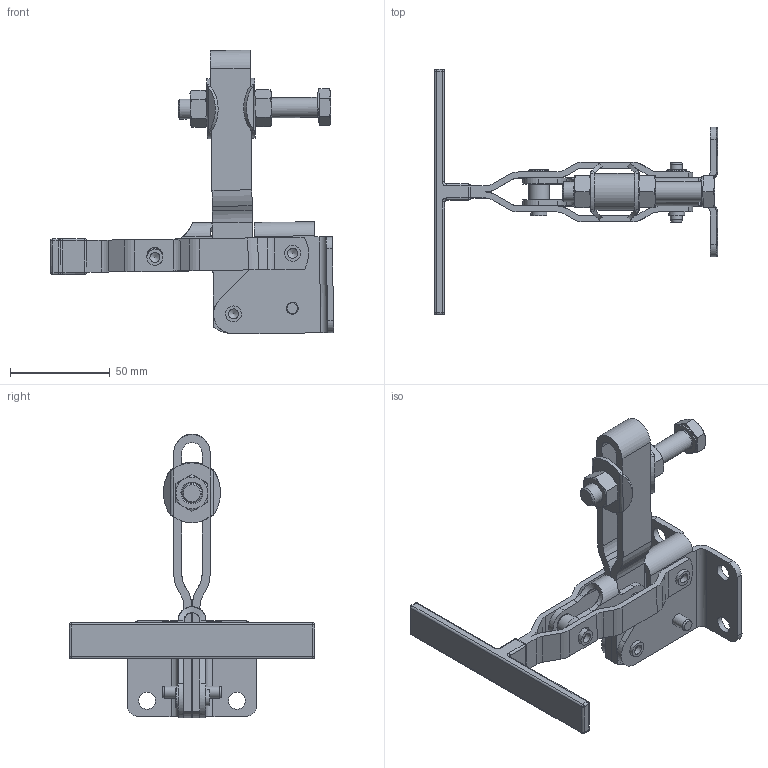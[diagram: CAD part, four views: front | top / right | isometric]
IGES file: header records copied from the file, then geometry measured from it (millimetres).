
Global section: file name: No Iges File Name specified; native system: AutoDesk Inventor R6.1; preprocessor: AutoDesk Inventor Iges Exporter R6.1; author: No Author specified; organization: No Organization specified; date: 20050927.202305; units: millimetre
Bounding box: 141.8 x 123 x 142.1 mm (x, y, z)
Surface area: 55118 mm2 (no closed solid volume)
Topology: 0 solids, 0 shells, 1380 faces, 9620 edges, 9549 vertices
Faces by surface type: plane 779, revolution 543, bspline 58
